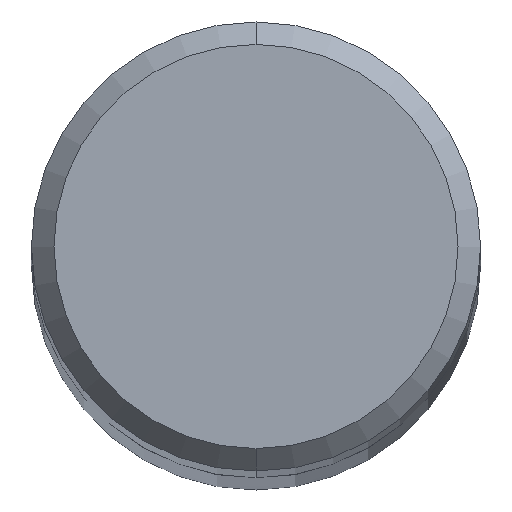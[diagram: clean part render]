
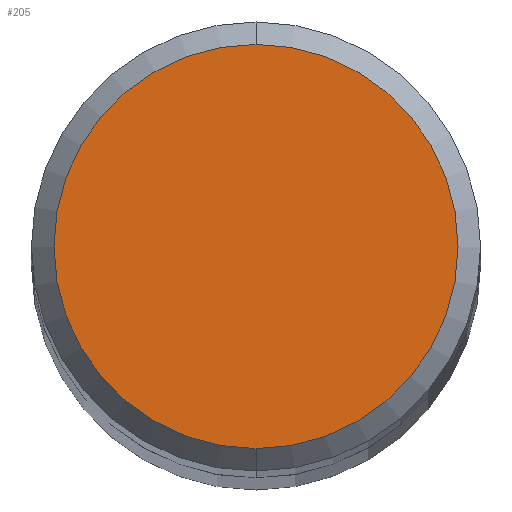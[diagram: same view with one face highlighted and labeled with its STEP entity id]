
A CAD part, top view. The second image highlights one B-rep face of the part: STEP entity #205.
In plain terms, the highlighted planar face has unit normal (0, 0, 1).
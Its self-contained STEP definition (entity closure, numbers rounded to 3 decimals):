
#195=EDGE_CURVE('',#373,#303,#476,.T.);
#205=ADVANCED_FACE('',(#487),#488,.T.);
#303=VERTEX_POINT('',#599);
#373=VERTEX_POINT('',#672);
#379=EDGE_CURVE('',#303,#373,#678,.T.);
#476=CIRCLE('',#794,3.6);
#487=FACE_OUTER_BOUND('',#820,.T.);
#488=PLANE('',#821);
#599=CARTESIAN_POINT('',(0.,-3.6,0.0));
#672=CARTESIAN_POINT('',(0.0,3.6,0.0));
#678=CIRCLE('',#1239,3.6);
#794=AXIS2_PLACEMENT_3D('',#1373,#1374,#1375);
#820=EDGE_LOOP('',(#1388,#1389));
#821=AXIS2_PLACEMENT_3D('',#1390,#1391,#1392);
#1239=AXIS2_PLACEMENT_3D('',#1599,#1600,#1601);
#1373=CARTESIAN_POINT('',(0.0,0.0,0.0));
#1374=DIRECTION('',(0.0,0.0,-1.0));
#1375=DIRECTION('',(0.0,1.0,0.0));
#1388=ORIENTED_EDGE('',*,*,#195,.F.);
#1389=ORIENTED_EDGE('',*,*,#379,.F.);
#1390=CARTESIAN_POINT('',(0.0,1.8,0.0));
#1391=DIRECTION('',(-0.0,0.0,1.0));
#1392=DIRECTION('',(0.0,-1.0,0.0));
#1599=CARTESIAN_POINT('',(0.0,0.0,0.0));
#1600=DIRECTION('',(0.0,0.0,-1.0));
#1601=DIRECTION('',(0.0,1.0,0.0));
